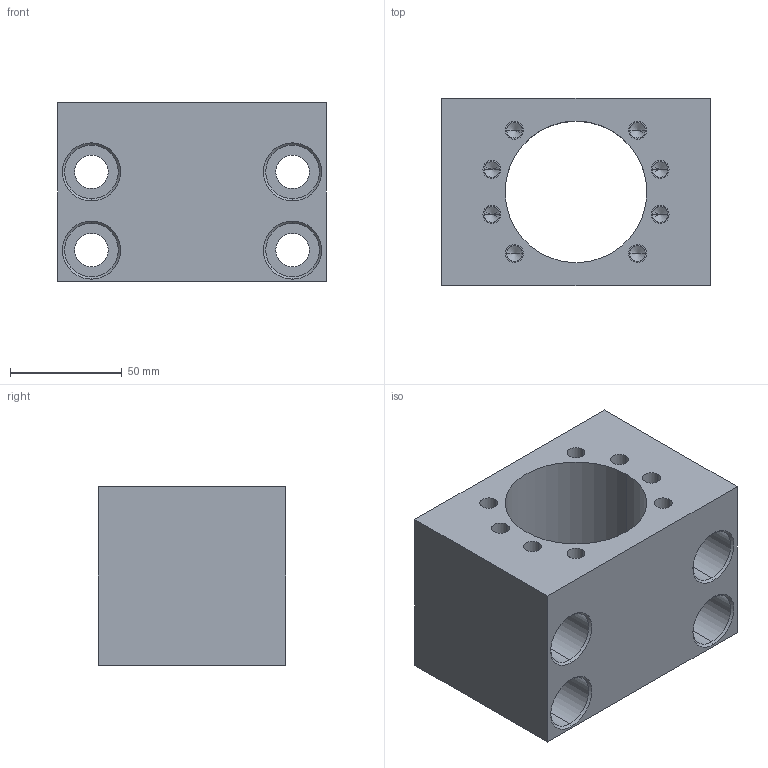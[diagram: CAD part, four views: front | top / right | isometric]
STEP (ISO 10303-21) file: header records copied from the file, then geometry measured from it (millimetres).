
FILE_DESCRIPTION (( 'STEP AP214' ), '1' );
FILE_NAME ('RNB40-Rollco.step', '2023-04-27T09:36:33', ( '' ), ( '' ), 'SwSTEP 2.0', 'SolidWorks 2010', '' );
FILE_SCHEMA (( 'AUTOMOTIVE_DESIGN' ));
Length unit declared in the file: millimetre
Products named in the file (1): RNB40-Rollco
Bounding box: 120 x 84 x 80 mm (x, y, z)
Volume: 458097.2 mm3; surface area: 83995.9 mm2
Topology: 1 solids, 1 shells, 104 faces, 234 edges, 140 vertices
Faces by surface type: cylinder 58, cone 24, plane 22
Entity records: 2872 total; most frequent: DIRECTION 552, CARTESIAN_POINT 463, ORIENTED_EDGE 436, AXIS2_PLACEMENT_3D 229, EDGE_CURVE 218, VERTEX_POINT 140, EDGE_LOOP 138, CIRCLE 124
